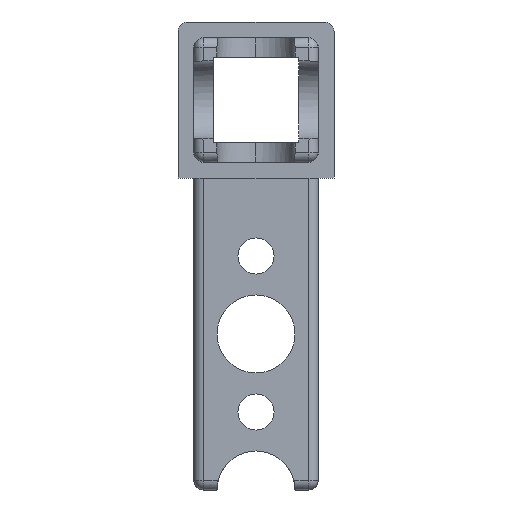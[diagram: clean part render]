
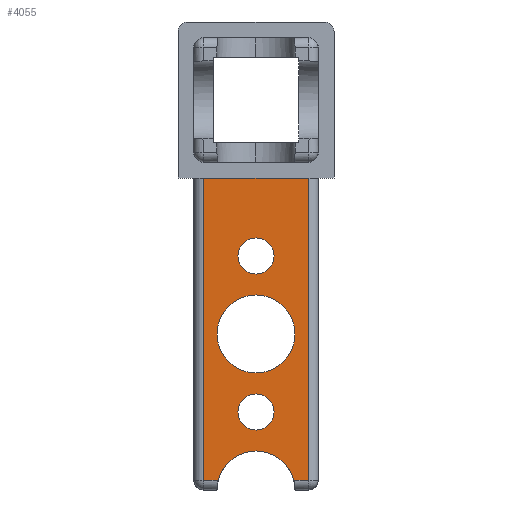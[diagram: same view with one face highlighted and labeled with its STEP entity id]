
A CAD part, left-side view. The second image highlights one B-rep face of the part: STEP entity #4055.
In plain terms, the highlighted planar face has unit normal (-1, 0, 0).
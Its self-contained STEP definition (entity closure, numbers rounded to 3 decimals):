
#71 = CARTESIAN_POINT ( 'NONE',  ( 26.386, 36.411, 52.785 ) ) ;
#78 = CIRCLE ( 'NONE', #4144, 1.85 ) ;
#138 = VERTEX_POINT ( 'NONE', #812 ) ;
#188 = ORIENTED_EDGE ( 'NONE', *, *, #5026, .T. ) ;
#366 = DIRECTION ( 'NONE',  ( 1., 0., 0. ) ) ;
#399 = VERTEX_POINT ( 'NONE', #1576 ) ;
#466 = DIRECTION ( 'NONE',  ( 0., 1., 0. ) ) ;
#468 = CIRCLE ( 'NONE', #2546, 1.85 ) ;
#503 = DIRECTION ( 'NONE',  ( 0., 1., 0. ) ) ;
#599 = DIRECTION ( 'NONE',  ( 0., 0., -1. ) ) ;
#799 = VECTOR ( 'NONE', #4156, 1000. ) ;
#812 = CARTESIAN_POINT ( 'NONE',  ( 26.386, 35.036, 68.785 ) ) ;
#844 = ORIENTED_EDGE ( 'NONE', *, *, #4999, .T. ) ;
#897 = FACE_OUTER_BOUND ( 'NONE', #3999, .T. ) ;
#920 = CARTESIAN_POINT ( 'NONE',  ( 26.386, 40.411, 52.785 ) ) ;
#977 = CIRCLE ( 'NONE', #3837, 4. ) ;
#984 = CARTESIAN_POINT ( 'NONE',  ( 26.386, 36.538, 37.785 ) ) ;
#1016 = LINE ( 'NONE', #8923, #6260 ) ;
#1118 = FACE_BOUND ( 'NONE', #6831, .T. ) ;
#1243 = LINE ( 'NONE', #6911, #8206 ) ;
#1576 = CARTESIAN_POINT ( 'NONE',  ( 26.386, 45.786, 68.785 ) ) ;
#1789 = LINE ( 'NONE', #2051, #8979 ) ;
#1924 = DIRECTION ( 'NONE',  ( 1., 0., 0. ) ) ;
#1986 = DIRECTION ( 'NONE',  ( 0., 0., 1. ) ) ;
#2011 = CARTESIAN_POINT ( 'NONE',  ( 26.386, 35.036, 37.785 ) ) ;
#2051 = CARTESIAN_POINT ( 'NONE',  ( 26.386, 44.411, 37.785 ) ) ;
#2158 = EDGE_CURVE ( 'NONE', #5640, #5494, #5345, .T. ) ;
#2307 = EDGE_CURVE ( 'NONE', #8584, #5532, #78, .T. ) ;
#2392 = CARTESIAN_POINT ( 'NONE',  ( 26.386, 40.411, 60.785 ) ) ;
#2453 = DIRECTION ( 'NONE',  ( 0., 1., 0. ) ) ;
#2523 = AXIS2_PLACEMENT_3D ( 'NONE', #3380, #8179, #4090 ) ;
#2529 = AXIS2_PLACEMENT_3D ( 'NONE', #6201, #1924, #6861 ) ;
#2546 = AXIS2_PLACEMENT_3D ( 'NONE', #8857, #4777, #503 ) ;
#2566 = AXIS2_PLACEMENT_3D ( 'NONE', #8833, #4745, #466 ) ;
#2699 = DIRECTION ( 'NONE',  ( 0., -1., 0. ) ) ;
#2726 = ORIENTED_EDGE ( 'NONE', *, *, #2158, .T. ) ;
#2840 = EDGE_CURVE ( 'NONE', #7121, #9028, #977, .T. ) ;
#2918 = CARTESIAN_POINT ( 'NONE',  ( 26.386, 44.284, 37.785 ) ) ;
#3102 = CARTESIAN_POINT ( 'NONE',  ( 26.386, 45.786, 37.785 ) ) ;
#3229 = AXIS2_PLACEMENT_3D ( 'NONE', #5899, #5849, #5839 ) ;
#3280 = ORIENTED_EDGE ( 'NONE', *, *, #5073, .T. ) ;
#3360 = CARTESIAN_POINT ( 'NONE',  ( 26.386, 44.411, 52.785 ) ) ;
#3380 = CARTESIAN_POINT ( 'NONE',  ( 26.386, 40.411, 36.785 ) ) ;
#3440 = CARTESIAN_POINT ( 'NONE',  ( 26.386, 46.786, 68.785 ) ) ;
#3528 = VERTEX_POINT ( 'NONE', #2011 ) ;
#3742 = DIRECTION ( 'NONE',  ( 1., 0., 0. ) ) ;
#3806 = CIRCLE ( 'NONE', #2523, 4. ) ;
#3837 = AXIS2_PLACEMENT_3D ( 'NONE', #920, #366, #8975 ) ;
#3860 = ORIENTED_EDGE ( 'NONE', *, *, #2307, .T. ) ;
#3999 = EDGE_LOOP ( 'NONE', ( #188, #7164, #4047, #8892, #5942, #3280 ) ) ;
#4047 = ORIENTED_EDGE ( 'NONE', *, *, #5057, .T. ) ;
#4055 = ADVANCED_FACE ( 'NONE', ( #4699, #1118, #6563, #897 ), #6764, .F. ) ;
#4090 = DIRECTION ( 'NONE',  ( 0., 1., 0. ) ) ;
#4144 = AXIS2_PLACEMENT_3D ( 'NONE', #7348, #7507, #7605 ) ;
#4156 = DIRECTION ( 'NONE',  ( 0., 1., 0. ) ) ;
#4286 = AXIS2_PLACEMENT_3D ( 'NONE', #2392, #3742, #2453 ) ;
#4592 = LINE ( 'NONE', #3440, #799 ) ;
#4632 = CARTESIAN_POINT ( 'NONE',  ( 26.386, 38.561, 60.785 ) ) ;
#4699 = FACE_BOUND ( 'NONE', #7792, .T. ) ;
#4745 = DIRECTION ( 'NONE',  ( 1., 0., 0. ) ) ;
#4777 = DIRECTION ( 'NONE',  ( 1., 0., 0. ) ) ;
#4999 = EDGE_CURVE ( 'NONE', #5494, #5640, #5930, .T. ) ;
#5014 = EDGE_CURVE ( 'NONE', #5532, #8584, #468, .T. ) ;
#5021 = EDGE_CURVE ( 'NONE', #9028, #7121, #5706, .T. ) ;
#5026 = EDGE_CURVE ( 'NONE', #7728, #5614, #3806, .T. ) ;
#5046 = EDGE_CURVE ( 'NONE', #5614, #3528, #8434, .T. ) ;
#5057 = EDGE_CURVE ( 'NONE', #3528, #138, #1243, .T. ) ;
#5060 = EDGE_CURVE ( 'NONE', #138, #399, #4592, .T. ) ;
#5068 = EDGE_CURVE ( 'NONE', #399, #7282, #1016, .T. ) ;
#5073 = EDGE_CURVE ( 'NONE', #7282, #7728, #1789, .T. ) ;
#5345 = CIRCLE ( 'NONE', #4286, 1.85 ) ;
#5494 = VERTEX_POINT ( 'NONE', #5691 ) ;
#5532 = VERTEX_POINT ( 'NONE', #7173 ) ;
#5614 = VERTEX_POINT ( 'NONE', #984 ) ;
#5640 = VERTEX_POINT ( 'NONE', #4632 ) ;
#5691 = CARTESIAN_POINT ( 'NONE',  ( 26.386, 42.261, 60.785 ) ) ;
#5706 = CIRCLE ( 'NONE', #2529, 4. ) ;
#5839 = DIRECTION ( 'NONE',  ( 0., 1., 0. ) ) ;
#5849 = DIRECTION ( 'NONE',  ( 1., 0., 0. ) ) ;
#5899 = CARTESIAN_POINT ( 'NONE',  ( 26.386, 46.786, 36.785 ) ) ;
#5930 = CIRCLE ( 'NONE', #2566, 1.85 ) ;
#5942 = ORIENTED_EDGE ( 'NONE', *, *, #5068, .T. ) ;
#6201 = CARTESIAN_POINT ( 'NONE',  ( 26.386, 40.411, 52.785 ) ) ;
#6259 = CARTESIAN_POINT ( 'NONE',  ( 26.386, 35.036, 37.785 ) ) ;
#6260 = VECTOR ( 'NONE', #599, 1000. ) ;
#6460 = VECTOR ( 'NONE', #2699, 1000. ) ;
#6563 = FACE_BOUND ( 'NONE', #6626, .T. ) ;
#6570 = ORIENTED_EDGE ( 'NONE', *, *, #5014, .T. ) ;
#6626 = EDGE_LOOP ( 'NONE', ( #6819, #8716 ) ) ;
#6764 = PLANE ( 'NONE',  #3229 ) ;
#6819 = ORIENTED_EDGE ( 'NONE', *, *, #5021, .T. ) ;
#6831 = EDGE_LOOP ( 'NONE', ( #6570, #3860 ) ) ;
#6861 = DIRECTION ( 'NONE',  ( 0., 1., 0. ) ) ;
#6911 = CARTESIAN_POINT ( 'NONE',  ( 26.386, 35.036, 36.785 ) ) ;
#6964 = DIRECTION ( 'NONE',  ( 0., -1., 0. ) ) ;
#7121 = VERTEX_POINT ( 'NONE', #71 ) ;
#7164 = ORIENTED_EDGE ( 'NONE', *, *, #5046, .T. ) ;
#7173 = CARTESIAN_POINT ( 'NONE',  ( 26.386, 42.261, 44.785 ) ) ;
#7282 = VERTEX_POINT ( 'NONE', #3102 ) ;
#7348 = CARTESIAN_POINT ( 'NONE',  ( 26.386, 40.411, 44.785 ) ) ;
#7507 = DIRECTION ( 'NONE',  ( 1., 0., 0. ) ) ;
#7605 = DIRECTION ( 'NONE',  ( 0., 1., 0. ) ) ;
#7728 = VERTEX_POINT ( 'NONE', #2918 ) ;
#7792 = EDGE_LOOP ( 'NONE', ( #844, #2726 ) ) ;
#8138 = CARTESIAN_POINT ( 'NONE',  ( 26.386, 38.561, 44.785 ) ) ;
#8179 = DIRECTION ( 'NONE',  ( 1., 0., 0. ) ) ;
#8206 = VECTOR ( 'NONE', #1986, 1000. ) ;
#8434 = LINE ( 'NONE', #6259, #6460 ) ;
#8584 = VERTEX_POINT ( 'NONE', #8138 ) ;
#8716 = ORIENTED_EDGE ( 'NONE', *, *, #2840, .T. ) ;
#8833 = CARTESIAN_POINT ( 'NONE',  ( 26.386, 40.411, 60.785 ) ) ;
#8857 = CARTESIAN_POINT ( 'NONE',  ( 26.386, 40.411, 44.785 ) ) ;
#8892 = ORIENTED_EDGE ( 'NONE', *, *, #5060, .T. ) ;
#8923 = CARTESIAN_POINT ( 'NONE',  ( 26.386, 45.786, 36.785 ) ) ;
#8975 = DIRECTION ( 'NONE',  ( 0., 1., 0. ) ) ;
#8979 = VECTOR ( 'NONE', #6964, 1000. ) ;
#9028 = VERTEX_POINT ( 'NONE', #3360 ) ;
